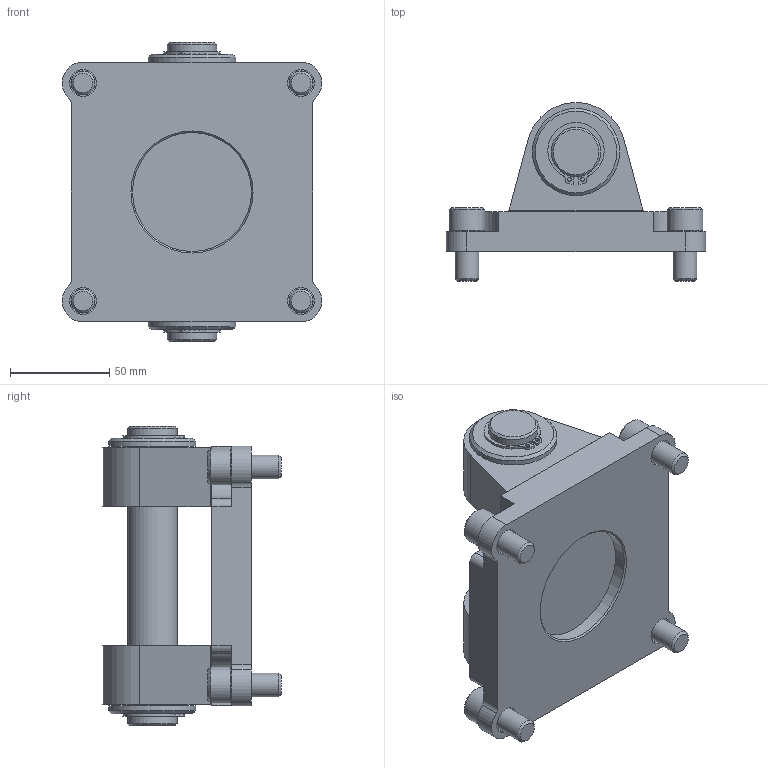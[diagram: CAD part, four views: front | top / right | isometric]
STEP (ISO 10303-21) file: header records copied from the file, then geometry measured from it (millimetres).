
FILE_DESCRIPTION(/* description */ ('STEP AP214'),/* implementation_level */ '2;1');
FILE_NAME(/* name */ '174396_SNCB-125',/* time_stamp */ '2024-09-13T10:54:20+02:00',/* author */ ('License CC BY-ND 4.0'),/* organization */ ('CADENAS'),/* preprocessor_version */ 'ST-DEVELOPER v19.3',/* originating_system */ 'PARTsolutions',/* authorisation */ ' ');
FILE_SCHEMA (('AUTOMOTIVE_DESIGN {1 0 10303 214 3 1 1}'));
Length unit declared in the file: millimetre
Products named in the file (6): 174396 SNCB-125---(0); 174396 SNCB-125---(SF_00); DIN-912 - M12x25(F); 369047 BZ-25-139,0-AA (151); DIN471 - 25x1.2; DIN-125B-1 -25(F)
Assembly tree (10 placements, depth 2):
  174396 SNCB-125---(0)
    174396 SNCB-125---(SF_00)
    DIN-912 - M12x25(F)  x4
    369047 BZ-25-139,0-AA (151)
    DIN471 - 25x1.2  x2
    DIN-125B-1 -25(F)  x2
Bounding box: 130.99 x 89.9 x 151 mm (x, y, z)
Volume: 508829.8 mm3; surface area: 91449.6 mm2
Topology: 10 solids, 10 shells, 237 faces, 517 edges, 314 vertices
Faces by surface type: plane 111, cylinder 73, cone 51, torus 2
Full cylindrical faces by diameter (mm): 2 x4, 12 x4, 13.5 x4, 18 x4, 23.9 x2, 25 x7, 29 x2, 29.2 x2, 44 x2, 60 x1
Entity records: 3822 total; most frequent: CARTESIAN_POINT 676, DIRECTION 668, ORIENTED_EDGE 532, AXIS2_PLACEMENT_3D 273, EDGE_CURVE 266, FACE_BOUND 195, EDGE_LOOP 194, VERTEX_POINT 189
